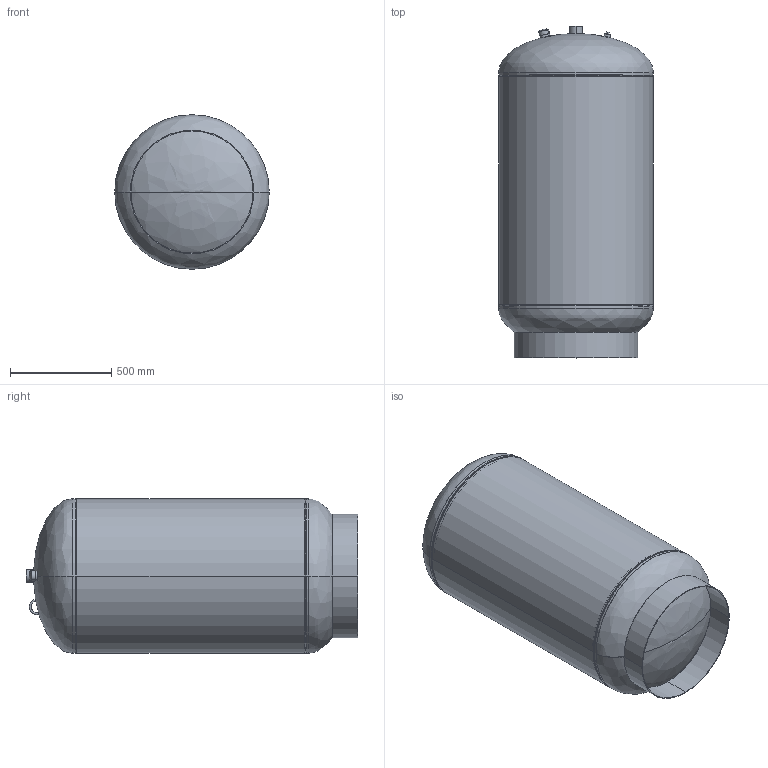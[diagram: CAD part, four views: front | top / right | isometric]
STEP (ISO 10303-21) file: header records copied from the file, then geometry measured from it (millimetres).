
FILE_DESCRIPTION (( 'STEP AP203' ), '1' );
FILE_NAME ('NTA-260.STEP', '2021-03-15T17:25:23', ( '' ), ( '' ), 'SwSTEP 2.0', 'SolidWorks 2021', '' );
FILE_SCHEMA (( 'CONFIG_CONTROL_DESIGN' ));
Length unit declared in the file: inch
Products named in the file (14): PLUGS_9500130; 9200190; NTA-260; 9400540; 9800460_03-34; 9800512; 33032055; 99Q0841; 9801512; 99B0748; 9500000; Couplings_9500565; 9500030
Assembly tree (13 placements, depth 2):
  NTA-260
    99B0748
    9200190
    9200190
    9500000
    9500030
    Couplings_9500565
    9800460_03-34
    PLUGS_9500130
    33032055
    9800512
    9801512
    9400540
    99Q0841
Bounding box: 762.36 x 1637.6 x 762.36 mm (x, y, z)
Volume: 18927062 mm3; surface area: 10454506.5 mm2
Topology: 13 solids, 37 shells, 396 faces, 1062 edges, 706 vertices
Faces by surface type: cylinder 137, plane 101, cone 98, torus 40, bspline 16, sphere 4
Entity records: 27912 total; most frequent: CARTESIAN_POINT 16819, DIRECTION 2051, ORIENTED_EDGE 1838, EDGE_CURVE 1056, AXIS2_PLACEMENT_3D 846, VERTEX_POINT 706, CIRCLE 449, EDGE_LOOP 446
